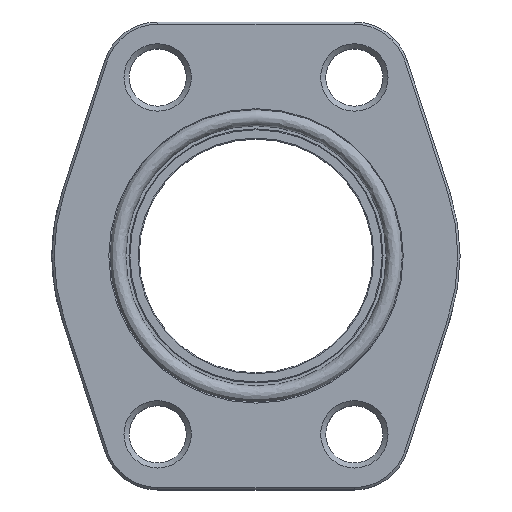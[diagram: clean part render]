
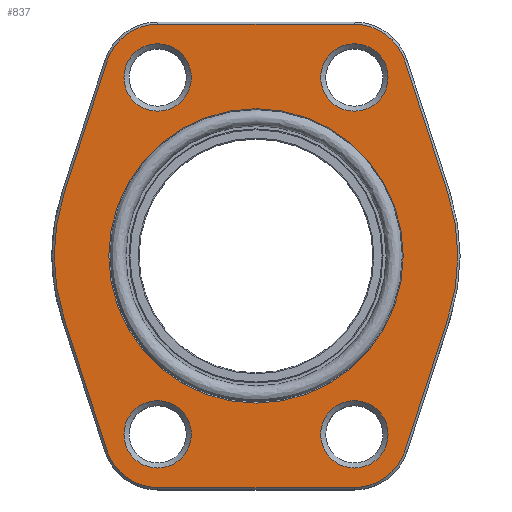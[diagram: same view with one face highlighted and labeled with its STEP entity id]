
A CAD part, top view. The second image highlights one B-rep face of the part: STEP entity #837.
In plain terms, the highlighted planar face has unit normal (0, 0, 1).
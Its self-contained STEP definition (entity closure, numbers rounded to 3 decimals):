
#132=PLANE('',#1077);
#213=CIRCLE('',#1066,32.1);
#214=CIRCLE('',#1067,44.);
#215=CIRCLE('',#1068,11.6);
#216=CIRCLE('',#1069,11.6);
#217=CIRCLE('',#1070,44.);
#218=CIRCLE('',#1071,11.6);
#219=CIRCLE('',#1072,11.6);
#220=CIRCLE('',#1073,7.35);
#221=CIRCLE('',#1074,7.35);
#222=CIRCLE('',#1075,7.35);
#223=CIRCLE('',#1076,7.35);
#276=LINE('',#1573,#336);
#277=LINE('',#1578,#337);
#278=LINE('',#1582,#338);
#279=LINE('',#1586,#339);
#280=LINE('',#1590,#340);
#281=LINE('',#1594,#341);
#336=VECTOR('',#1240,1.);
#337=VECTOR('',#1243,1.);
#338=VECTOR('',#1246,1.);
#339=VECTOR('',#1249,1.);
#340=VECTOR('',#1252,1.);
#341=VECTOR('',#1255,1.);
#388=EDGE_LOOP('',(#524));
#389=EDGE_LOOP('',(#525,#526,#527,#528,#529,#530,#531,#532,#533,#534,#535,
#536));
#390=EDGE_LOOP('',(#537));
#391=EDGE_LOOP('',(#538));
#392=EDGE_LOOP('',(#539));
#393=EDGE_LOOP('',(#540));
#524=ORIENTED_EDGE('',*,*,#742,.T.);
#525=ORIENTED_EDGE('',*,*,#743,.T.);
#526=ORIENTED_EDGE('',*,*,#744,.T.);
#527=ORIENTED_EDGE('',*,*,#745,.T.);
#528=ORIENTED_EDGE('',*,*,#746,.T.);
#529=ORIENTED_EDGE('',*,*,#747,.T.);
#530=ORIENTED_EDGE('',*,*,#748,.T.);
#531=ORIENTED_EDGE('',*,*,#749,.T.);
#532=ORIENTED_EDGE('',*,*,#750,.T.);
#533=ORIENTED_EDGE('',*,*,#751,.T.);
#534=ORIENTED_EDGE('',*,*,#752,.T.);
#535=ORIENTED_EDGE('',*,*,#753,.T.);
#536=ORIENTED_EDGE('',*,*,#754,.T.);
#537=ORIENTED_EDGE('',*,*,#755,.T.);
#538=ORIENTED_EDGE('',*,*,#756,.T.);
#539=ORIENTED_EDGE('',*,*,#757,.T.);
#540=ORIENTED_EDGE('',*,*,#758,.T.);
#742=EDGE_CURVE('',#986,#986,#213,.T.);
#743=EDGE_CURVE('',#987,#988,#276,.T.);
#744=EDGE_CURVE('',#988,#989,#214,.T.);
#745=EDGE_CURVE('',#989,#990,#277,.T.);
#746=EDGE_CURVE('',#990,#991,#215,.T.);
#747=EDGE_CURVE('',#991,#992,#278,.T.);
#748=EDGE_CURVE('',#992,#993,#216,.T.);
#749=EDGE_CURVE('',#993,#994,#279,.T.);
#750=EDGE_CURVE('',#994,#995,#217,.T.);
#751=EDGE_CURVE('',#995,#996,#280,.T.);
#752=EDGE_CURVE('',#996,#997,#218,.T.);
#753=EDGE_CURVE('',#997,#998,#281,.T.);
#754=EDGE_CURVE('',#998,#987,#219,.T.);
#755=EDGE_CURVE('',#999,#999,#220,.T.);
#756=EDGE_CURVE('',#1000,#1000,#221,.T.);
#757=EDGE_CURVE('',#1001,#1001,#222,.T.);
#758=EDGE_CURVE('',#1002,#1002,#223,.T.);
#837=ADVANCED_FACE('',(#896,#897,#898,#899,#900,#901),#132,.F.);
#896=FACE_BOUND('',#388,.T.);
#897=FACE_BOUND('',#389,.T.);
#898=FACE_BOUND('',#390,.T.);
#899=FACE_BOUND('',#391,.T.);
#900=FACE_BOUND('',#392,.T.);
#901=FACE_BOUND('',#393,.T.);
#986=VERTEX_POINT('',#1572);
#987=VERTEX_POINT('',#1574);
#988=VERTEX_POINT('',#1575);
#989=VERTEX_POINT('',#1577);
#990=VERTEX_POINT('',#1579);
#991=VERTEX_POINT('',#1581);
#992=VERTEX_POINT('',#1583);
#993=VERTEX_POINT('',#1585);
#994=VERTEX_POINT('',#1587);
#995=VERTEX_POINT('',#1589);
#996=VERTEX_POINT('',#1591);
#997=VERTEX_POINT('',#1593);
#998=VERTEX_POINT('',#1595);
#999=VERTEX_POINT('',#1598);
#1000=VERTEX_POINT('',#1600);
#1001=VERTEX_POINT('',#1602);
#1002=VERTEX_POINT('',#1604);
#1066=AXIS2_PLACEMENT_3D('',#1571,#1238,#1239);
#1067=AXIS2_PLACEMENT_3D('',#1576,#1241,#1242);
#1068=AXIS2_PLACEMENT_3D('',#1580,#1244,#1245);
#1069=AXIS2_PLACEMENT_3D('',#1584,#1247,#1248);
#1070=AXIS2_PLACEMENT_3D('',#1588,#1250,#1251);
#1071=AXIS2_PLACEMENT_3D('',#1592,#1253,#1254);
#1072=AXIS2_PLACEMENT_3D('',#1596,#1256,#1257);
#1073=AXIS2_PLACEMENT_3D('',#1597,#1258,#1259);
#1074=AXIS2_PLACEMENT_3D('',#1599,#1260,#1261);
#1075=AXIS2_PLACEMENT_3D('',#1601,#1262,#1263);
#1076=AXIS2_PLACEMENT_3D('',#1603,#1264,#1265);
#1077=AXIS2_PLACEMENT_3D('',#1605,#1266,#1267);
#1238=DIRECTION('',(0.,0.,-1.));
#1239=DIRECTION('',(-1.,0.,0.));
#1240=DIRECTION('',(-0.308,-0.951,0.));
#1241=DIRECTION('',(0.,0.,1.));
#1242=DIRECTION('',(-1.,0.,0.));
#1243=DIRECTION('',(0.308,-0.951,0.));
#1244=DIRECTION('',(0.,0.,1.));
#1245=DIRECTION('',(-1.,0.,0.));
#1246=DIRECTION('',(1.,0.,0.));
#1247=DIRECTION('',(0.,0.,1.));
#1248=DIRECTION('',(-1.,0.,0.));
#1249=DIRECTION('',(0.308,0.951,0.));
#1250=DIRECTION('',(0.,0.,1.));
#1251=DIRECTION('',(-1.,0.,0.));
#1252=DIRECTION('',(-0.308,0.951,0.));
#1253=DIRECTION('',(0.,0.,1.));
#1254=DIRECTION('',(-1.,0.,0.));
#1255=DIRECTION('',(-1.,0.,0.));
#1256=DIRECTION('',(0.,0.,1.));
#1257=DIRECTION('',(-1.,0.,0.));
#1258=DIRECTION('',(0.,0.,-1.));
#1259=DIRECTION('',(-1.,0.,0.));
#1260=DIRECTION('',(0.,0.,-1.));
#1261=DIRECTION('',(-1.,0.,0.));
#1262=DIRECTION('',(0.,0.,-1.));
#1263=DIRECTION('',(-1.,0.,0.));
#1264=DIRECTION('',(0.,0.,-1.));
#1265=DIRECTION('',(-1.,0.,0.));
#1266=DIRECTION('',(0.,0.,-1.));
#1267=DIRECTION('',(-1.,0.,0.));
#1571=CARTESIAN_POINT('',(0.,0.,25.));
#1572=CARTESIAN_POINT('',(-32.1,0.,25.));
#1573=CARTESIAN_POINT('',(-41.856,13.568,25.));
#1574=CARTESIAN_POINT('',(-32.485,42.477,25.));
#1575=CARTESIAN_POINT('',(-41.856,13.568,25.));
#1576=CARTESIAN_POINT('',(0.,0.,25.));
#1577=CARTESIAN_POINT('',(-41.856,-13.568,25.));
#1578=CARTESIAN_POINT('',(-32.485,-42.477,25.));
#1579=CARTESIAN_POINT('',(-32.485,-42.477,25.));
#1580=CARTESIAN_POINT('',(-21.45,-38.9,25.));
#1581=CARTESIAN_POINT('',(-21.45,-50.5,25.));
#1582=CARTESIAN_POINT('',(21.45,-50.5,25.));
#1583=CARTESIAN_POINT('',(21.45,-50.5,25.));
#1584=CARTESIAN_POINT('',(21.45,-38.9,25.));
#1585=CARTESIAN_POINT('',(32.485,-42.477,25.));
#1586=CARTESIAN_POINT('',(41.856,-13.568,25.));
#1587=CARTESIAN_POINT('',(41.856,-13.568,25.));
#1588=CARTESIAN_POINT('',(0.,0.,25.));
#1589=CARTESIAN_POINT('',(41.856,13.568,25.));
#1590=CARTESIAN_POINT('',(32.485,42.477,25.));
#1591=CARTESIAN_POINT('',(32.485,42.477,25.));
#1592=CARTESIAN_POINT('',(21.45,38.9,25.));
#1593=CARTESIAN_POINT('',(21.45,50.5,25.));
#1594=CARTESIAN_POINT('',(-21.45,50.5,25.));
#1595=CARTESIAN_POINT('',(-21.45,50.5,25.));
#1596=CARTESIAN_POINT('',(-21.45,38.9,25.));
#1597=CARTESIAN_POINT('',(-21.45,-38.9,25.));
#1598=CARTESIAN_POINT('',(-28.8,-38.9,25.));
#1599=CARTESIAN_POINT('',(21.45,-38.9,25.));
#1600=CARTESIAN_POINT('',(14.1,-38.9,25.));
#1601=CARTESIAN_POINT('',(21.45,38.9,25.));
#1602=CARTESIAN_POINT('',(14.1,38.9,25.));
#1603=CARTESIAN_POINT('',(-21.45,38.9,25.));
#1604=CARTESIAN_POINT('',(-28.8,38.9,25.));
#1605=CARTESIAN_POINT('',(-21.45,-38.9,25.));
